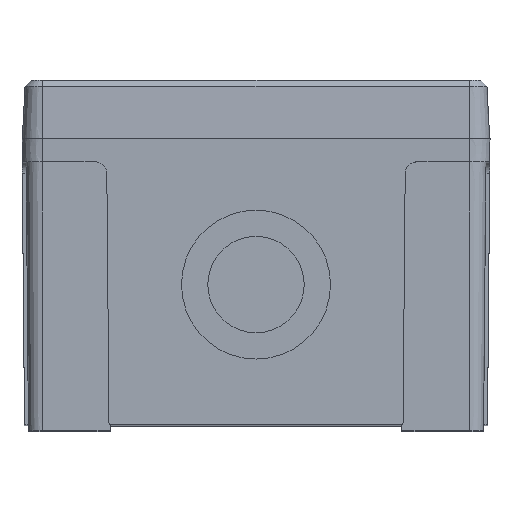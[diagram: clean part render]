
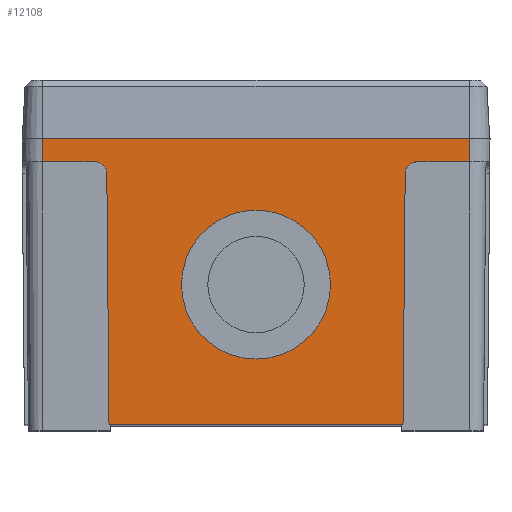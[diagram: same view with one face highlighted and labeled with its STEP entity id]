
A CAD part, top view. The second image highlights one B-rep face of the part: STEP entity #12108.
In plain terms, the highlighted planar face has unit normal (0, -0.009, 1).
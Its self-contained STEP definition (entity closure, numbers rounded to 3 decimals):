
#24 = DIRECTION ( 'NONE',  ( 0., -0.009, 1. ) ) ;
#103 = DIRECTION ( 'NONE',  ( -0.009, 1., 0.009 ) ) ;
#192 =( BOUNDED_CURVE ( )  B_SPLINE_CURVE ( 3, ( #2753, #7858, #5828, #2688 ),
 .UNSPECIFIED., .F., .T. ) 
 B_SPLINE_CURVE_WITH_KNOTS ( ( 4, 4 ),
 ( 1.58, 3.142 ),
 .UNSPECIFIED. ) 
 CURVE ( )  GEOMETRIC_REPRESENTATION_ITEM ( )  RATIONAL_B_SPLINE_CURVE ( ( 1., 0.807, 0.807, 1. ) ) 
 REPRESENTATION_ITEM ( '' )  );
#219 = DIRECTION ( 'NONE',  ( 0., -1., -0.009 ) ) ;
#308 = VERTEX_POINT ( 'NONE', #6139 ) ;
#312 = EDGE_CURVE ( 'NONE', #6576, #2954, #9132, .T. ) ;
#498 = VECTOR ( 'NONE', #2244, 1000. ) ;
#609 = CARTESIAN_POINT ( 'NONE',  ( -36.55, -49., 64.622 ) ) ;
#756 = CARTESIAN_POINT ( 'NONE',  ( -36.55, 0., 65.05 ) ) ;
#895 = DIRECTION ( 'NONE',  ( 0., -1., -0.009 ) ) ;
#987 = LINE ( 'NONE', #6028, #11427 ) ;
#1312 = ORIENTED_EDGE ( 'NONE', *, *, #6042, .F. ) ;
#1362 = VECTOR ( 'NONE', #3506, 1000. ) ;
#1367 = CARTESIAN_POINT ( 'NONE',  ( -25.533, -5.983, 64.998 ) ) ;
#1860 = CARTESIAN_POINT ( 'NONE',  ( 0., -12.257, 64.943 ) ) ;
#2061 = LINE ( 'NONE', #6062, #5727 ) ;
#2179 = EDGE_LOOP ( 'NONE', ( #4257, #5338 ) ) ;
#2244 = DIRECTION ( 'NONE',  ( -1., 0., 0. ) ) ;
#2682 = CARTESIAN_POINT ( 'NONE',  ( -25.157, -49., 64.622 ) ) ;
#2688 = CARTESIAN_POINT ( 'NONE',  ( 27.533, -4., 65.015 ) ) ;
#2724 = FACE_OUTER_BOUND ( 'NONE', #11517, .T. ) ;
#2753 = CARTESIAN_POINT ( 'NONE',  ( 25.533, -5.983, 64.998 ) ) ;
#2768 = LINE ( 'NONE', #609, #10033 ) ;
#2789 = VECTOR ( 'NONE', #9954, 1000. ) ;
#2920 = CARTESIAN_POINT ( 'NONE',  ( 25.157, -49., 64.622 ) ) ;
#2954 = VERTEX_POINT ( 'NONE', #1367 ) ;
#2957 = CARTESIAN_POINT ( 'NONE',  ( -36.55, 0., 65.05 ) ) ;
#3135 = VERTEX_POINT ( 'NONE', #5763 ) ;
#3278 = EDGE_CURVE ( 'NONE', #7780, #3135, #2061, .T. ) ;
#3506 = DIRECTION ( 'NONE',  ( 1., 0., 0. ) ) ;
#3641 = ORIENTED_EDGE ( 'NONE', *, *, #9008, .F. ) ;
#3850 = CARTESIAN_POINT ( 'NONE',  ( -25.543, -4.819, 65.008 ) ) ;
#3863 = ORIENTED_EDGE ( 'NONE', *, *, #11668, .T. ) ;
#3969 = CARTESIAN_POINT ( 'NONE',  ( -27.533, -4., 65.015 ) ) ;
#4257 = ORIENTED_EDGE ( 'NONE', *, *, #10781, .F. ) ;
#4540 = EDGE_CURVE ( 'NONE', #6344, #3135, #8548, .T. ) ;
#4602 = DIRECTION ( 'NONE',  ( 1., 0., 0. ) ) ;
#4709 = CARTESIAN_POINT ( 'NONE',  ( -25.586, 0.096, 65.051 ) ) ;
#4765 = LINE ( 'NONE', #4709, #11419 ) ;
#4928 = LINE ( 'NONE', #5982, #2789 ) ;
#5024 = ORIENTED_EDGE ( 'NONE', *, *, #4540, .F. ) ;
#5189 = LINE ( 'NONE', #10155, #498 ) ;
#5220 = AXIS2_PLACEMENT_3D ( 'NONE', #8027, #24, #219 ) ;
#5327 = VERTEX_POINT ( 'NONE', #2682 ) ;
#5338 = ORIENTED_EDGE ( 'NONE', *, *, #5818, .F. ) ;
#5342 = CARTESIAN_POINT ( 'NONE',  ( -36.55, 0., 65.05 ) ) ;
#5413 = VERTEX_POINT ( 'NONE', #9731 ) ;
#5727 = VECTOR ( 'NONE', #10032, 1000. ) ;
#5738 = PLANE ( 'NONE',  #7345 ) ;
#5763 = CARTESIAN_POINT ( 'NONE',  ( 36.55, 0., 65.05 ) ) ;
#5799 = FACE_BOUND ( 'NONE', #2179, .T. ) ;
#5818 = EDGE_CURVE ( 'NONE', #7500, #5413, #10521, .T. ) ;
#5828 = CARTESIAN_POINT ( 'NONE',  ( 26.369, -4., 65.015 ) ) ;
#5982 = CARTESIAN_POINT ( 'NONE',  ( -36.55, -4., 65.015 ) ) ;
#6028 = CARTESIAN_POINT ( 'NONE',  ( 25.58, -0.542, 65.045 ) ) ;
#6042 = EDGE_CURVE ( 'NONE', #7780, #11876, #5189, .T. ) ;
#6062 = CARTESIAN_POINT ( 'NONE',  ( 36.55, 0., 65.05 ) ) ;
#6139 = CARTESIAN_POINT ( 'NONE',  ( 25.533, -5.983, 64.998 ) ) ;
#6344 = VERTEX_POINT ( 'NONE', #12769 ) ;
#6576 = VERTEX_POINT ( 'NONE', #7667 ) ;
#6857 = DIRECTION ( 'NONE',  ( 0., -0.009, 1. ) ) ;
#7140 = VECTOR ( 'NONE', #11053, 1000. ) ;
#7159 = VERTEX_POINT ( 'NONE', #2920 ) ;
#7256 = ORIENTED_EDGE ( 'NONE', *, *, #8088, .F. ) ;
#7345 = AXIS2_PLACEMENT_3D ( 'NONE', #756, #9773, #8674 ) ;
#7491 = EDGE_CURVE ( 'NONE', #7493, #6576, #4928, .T. ) ;
#7493 = VERTEX_POINT ( 'NONE', #12710 ) ;
#7500 = VERTEX_POINT ( 'NONE', #1860 ) ;
#7667 = CARTESIAN_POINT ( 'NONE',  ( -27.533, -4., 65.015 ) ) ;
#7780 = VERTEX_POINT ( 'NONE', #10341 ) ;
#7858 = CARTESIAN_POINT ( 'NONE',  ( 25.543, -4.819, 65.008 ) ) ;
#8027 = CARTESIAN_POINT ( 'NONE',  ( 0., -25.007, 64.832 ) ) ;
#8088 = EDGE_CURVE ( 'NONE', #308, #7159, #987, .T. ) ;
#8199 = ORIENTED_EDGE ( 'NONE', *, *, #11275, .T. ) ;
#8548 = LINE ( 'NONE', #5342, #1362 ) ;
#8674 = DIRECTION ( 'NONE',  ( 0., -1., -0.009 ) ) ;
#9008 = EDGE_CURVE ( 'NONE', #5327, #2954, #4765, .T. ) ;
#9132 =( BOUNDED_CURVE ( )  B_SPLINE_CURVE ( 3, ( #3969, #11824, #3850, #10042 ),
 .UNSPECIFIED., .F., .T. ) 
 B_SPLINE_CURVE_WITH_KNOTS ( ( 4, 4 ),
 ( 3.142, 4.704 ),
 .UNSPECIFIED. ) 
 CURVE ( )  GEOMETRIC_REPRESENTATION_ITEM ( )  RATIONAL_B_SPLINE_CURVE ( ( 1., 0.807, 0.807, 1. ) ) 
 REPRESENTATION_ITEM ( '' )  );
#9731 = CARTESIAN_POINT ( 'NONE',  ( 0., -37.756, 64.721 ) ) ;
#9766 = ORIENTED_EDGE ( 'NONE', *, *, #312, .T. ) ;
#9773 = DIRECTION ( 'NONE',  ( 0., -0.009, 1. ) ) ;
#9849 = ORIENTED_EDGE ( 'NONE', *, *, #7491, .T. ) ;
#9954 = DIRECTION ( 'NONE',  ( 1., 0., 0. ) ) ;
#10003 = DIRECTION ( 'NONE',  ( -0.009, -1., -0.009 ) ) ;
#10032 = DIRECTION ( 'NONE',  ( 0., 1., 0.009 ) ) ;
#10033 = VECTOR ( 'NONE', #4602, 1000. ) ;
#10042 = CARTESIAN_POINT ( 'NONE',  ( -25.533, -5.983, 64.998 ) ) ;
#10075 = LINE ( 'NONE', #2957, #7140 ) ;
#10155 = CARTESIAN_POINT ( 'NONE',  ( -36.55, -4., 65.015 ) ) ;
#10341 = CARTESIAN_POINT ( 'NONE',  ( 36.55, -4., 65.015 ) ) ;
#10521 = CIRCLE ( 'NONE', #11330, 12.75 ) ;
#10781 = EDGE_CURVE ( 'NONE', #5413, #7500, #12319, .T. ) ;
#10826 = CARTESIAN_POINT ( 'NONE',  ( 0., -25.007, 64.832 ) ) ;
#11053 = DIRECTION ( 'NONE',  ( 0., 1., 0.009 ) ) ;
#11275 = EDGE_CURVE ( 'NONE', #5327, #7159, #2768, .T. ) ;
#11330 = AXIS2_PLACEMENT_3D ( 'NONE', #10826, #6857, #895 ) ;
#11419 = VECTOR ( 'NONE', #103, 1000. ) ;
#11427 = VECTOR ( 'NONE', #10003, 1000. ) ;
#11512 = ORIENTED_EDGE ( 'NONE', *, *, #3278, .T. ) ;
#11517 = EDGE_LOOP ( 'NONE', ( #7256, #3863, #1312, #11512, #5024, #12032, #9849, #9766, #3641, #8199 ) ) ;
#11668 = EDGE_CURVE ( 'NONE', #308, #11876, #192, .T. ) ;
#11824 = CARTESIAN_POINT ( 'NONE',  ( -26.369, -4., 65.015 ) ) ;
#11876 = VERTEX_POINT ( 'NONE', #12922 ) ;
#12032 = ORIENTED_EDGE ( 'NONE', *, *, #12408, .F. ) ;
#12108 = ADVANCED_FACE ( 'NONE', ( #5799, #2724 ), #5738, .T. ) ;
#12319 = CIRCLE ( 'NONE', #5220, 12.75 ) ;
#12408 = EDGE_CURVE ( 'NONE', #7493, #6344, #10075, .T. ) ;
#12710 = CARTESIAN_POINT ( 'NONE',  ( -36.55, -4., 65.015 ) ) ;
#12769 = CARTESIAN_POINT ( 'NONE',  ( -36.55, 0., 65.05 ) ) ;
#12922 = CARTESIAN_POINT ( 'NONE',  ( 27.533, -4., 65.015 ) ) ;
